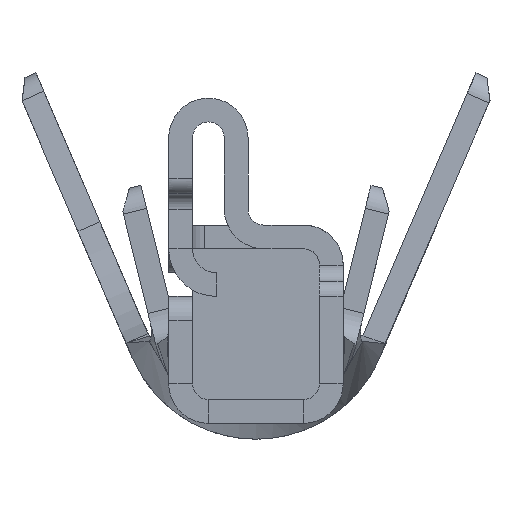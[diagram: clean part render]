
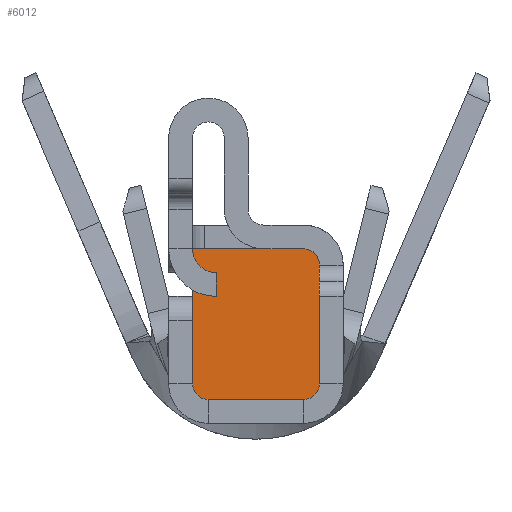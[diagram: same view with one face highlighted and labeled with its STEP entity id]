
A CAD part, front view. The second image highlights one B-rep face of the part: STEP entity #6012.
In plain terms, the highlighted planar face has unit normal (0, -1, 0).
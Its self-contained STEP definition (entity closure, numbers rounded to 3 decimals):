
#474=CARTESIAN_POINT('',(0.05,0.3,1.1));
#475=VERTEX_POINT('',#474);
#515=CARTESIAN_POINT('',(0.3,0.3,1.1));
#516=VERTEX_POINT('',#515);
#523=CARTESIAN_POINT('',(0.4,0.3,1.));
#524=VERTEX_POINT('',#523);
#525=CARTESIAN_POINT('',(0.3,0.3,1.));
#526=DIRECTION('',(0.,0.,1.));
#527=DIRECTION('',(0.,1.,0.));
#528=AXIS2_PLACEMENT_3D('',#525,#527,#526);
#529=CIRCLE('',#528,0.1);
#530=EDGE_CURVE('',#516,#524,#529,.T.);
#582=CARTESIAN_POINT('',(0.4,0.3,0.25));
#583=VERTEX_POINT('',#582);
#584=CARTESIAN_POINT('',(0.4,0.3,1.));
#585=DIRECTION('',(0.,0.,-1.));
#586=VECTOR('',#585,0.75);
#587=LINE('',#584,#586);
#588=EDGE_CURVE('',#524,#583,#587,.T.);
#605=CARTESIAN_POINT('',(0.3,0.3,0.15));
#606=VERTEX_POINT('',#605);
#607=CARTESIAN_POINT('',(0.3,0.3,0.25));
#608=DIRECTION('',(1.,0.,0.));
#609=DIRECTION('',(0.,1.,0.));
#610=AXIS2_PLACEMENT_3D('',#607,#609,#608);
#611=CIRCLE('',#610,0.1);
#612=EDGE_CURVE('',#583,#606,#611,.T.);
#638=CARTESIAN_POINT('',(-0.3,0.3,0.15));
#639=VERTEX_POINT('',#638);
#640=CARTESIAN_POINT('',(0.3,0.3,0.15));
#641=DIRECTION('',(-1.,0.,0.));
#642=VECTOR('',#641,0.6);
#643=LINE('',#640,#642);
#644=EDGE_CURVE('',#606,#639,#643,.T.);
#669=CARTESIAN_POINT('',(-0.4,0.3,0.25));
#670=VERTEX_POINT('',#669);
#671=CARTESIAN_POINT('',(-0.3,0.3,0.25));
#672=DIRECTION('',(0.,0.,-1.));
#673=DIRECTION('',(0.,1.,0.));
#674=AXIS2_PLACEMENT_3D('',#671,#673,#672);
#675=CIRCLE('',#674,0.1);
#676=EDGE_CURVE('',#639,#670,#675,.T.);
#702=CARTESIAN_POINT('',(-0.4,0.3,0.8));
#703=VERTEX_POINT('',#702);
#704=CARTESIAN_POINT('',(-0.4,0.3,0.25));
#705=DIRECTION('',(0.,0.,1.));
#706=VECTOR('',#705,0.55);
#707=LINE('',#704,#706);
#708=EDGE_CURVE('',#670,#703,#707,.T.);
#1038=CARTESIAN_POINT('',(-0.4,0.3,0.84));
#1039=VERTEX_POINT('',#1038);
#1088=CARTESIAN_POINT('',(-0.4,0.3,1.1));
#1089=VERTEX_POINT('',#1088);
#1410=CARTESIAN_POINT('',(-0.25,0.3,0.8));
#1411=VERTEX_POINT('',#1410);
#1412=CARTESIAN_POINT('',(-0.25,0.3,1.1));
#1413=DIRECTION('',(-0.5,0.,-0.866));
#1414=DIRECTION('',(0.,-1.,0.));
#1415=AXIS2_PLACEMENT_3D('',#1412,#1414,#1413);
#1416=CIRCLE('',#1415,0.3);
#1417=EDGE_CURVE('',#1039,#1411,#1416,.T.);
#1419=CARTESIAN_POINT('',(-0.25,0.3,0.95));
#1420=VERTEX_POINT('',#1419);
#1421=CARTESIAN_POINT('',(-0.25,0.3,0.8));
#1422=DIRECTION('',(0.,0.,1.));
#1423=VECTOR('',#1422,0.15);
#1424=LINE('',#1421,#1423);
#1425=EDGE_CURVE('',#1411,#1420,#1424,.T.);
#1427=CARTESIAN_POINT('',(-0.25,0.3,1.1));
#1428=DIRECTION('',(0.,0.,-1.));
#1429=DIRECTION('',(0.,1.,0.));
#1430=AXIS2_PLACEMENT_3D('',#1427,#1429,#1428);
#1431=CIRCLE('',#1430,0.15);
#1432=EDGE_CURVE('',#1420,#1089,#1431,.T.);
#5875=CARTESIAN_POINT('',(0.05,0.3,1.1));
#5876=DIRECTION('',(1.,0.,0.));
#5877=VECTOR('',#5876,0.25);
#5878=LINE('',#5875,#5877);
#5879=EDGE_CURVE('',#475,#516,#5878,.T.);
#5919=CARTESIAN_POINT('',(-0.4,0.3,0.8));
#5920=DIRECTION('',(0.,0.,1.));
#5921=VECTOR('',#5920,0.04);
#5922=LINE('',#5919,#5921);
#5923=EDGE_CURVE('',#703,#1039,#5922,.T.);
#5973=CARTESIAN_POINT('',(-0.4,0.3,1.1));
#5974=DIRECTION('',(1.,0.,0.));
#5975=VECTOR('',#5974,0.45);
#5976=LINE('',#5973,#5975);
#5977=EDGE_CURVE('',#1089,#475,#5976,.T.);
#5993=CARTESIAN_POINT('',(0.075,0.3,0.625));
#5994=DIRECTION('',(1.,0.,0.));
#5995=DIRECTION('',(0.,-1.,0.));
#5996=AXIS2_PLACEMENT_3D('',#5993,#5995,#5994);
#5997=PLANE('',#5996);
#5998=ORIENTED_EDGE('',*,*,#1425,.F.);
#5999=ORIENTED_EDGE('',*,*,#1417,.F.);
#6000=ORIENTED_EDGE('',*,*,#5923,.F.);
#6001=ORIENTED_EDGE('',*,*,#708,.F.);
#6002=ORIENTED_EDGE('',*,*,#676,.F.);
#6003=ORIENTED_EDGE('',*,*,#644,.F.);
#6004=ORIENTED_EDGE('',*,*,#612,.F.);
#6005=ORIENTED_EDGE('',*,*,#588,.F.);
#6006=ORIENTED_EDGE('',*,*,#530,.F.);
#6007=ORIENTED_EDGE('',*,*,#5879,.F.);
#6008=ORIENTED_EDGE('',*,*,#5977,.F.);
#6009=ORIENTED_EDGE('',*,*,#1432,.F.);
#6010=EDGE_LOOP('',(#5998,#5999,#6000,#6001,#6002,#6003,#6004,#6005,#6006,#6007,#6008,#6009));
#6011=FACE_OUTER_BOUND('',#6010,.T.);
#6012=ADVANCED_FACE('',(#6011),#5997,.T.);
